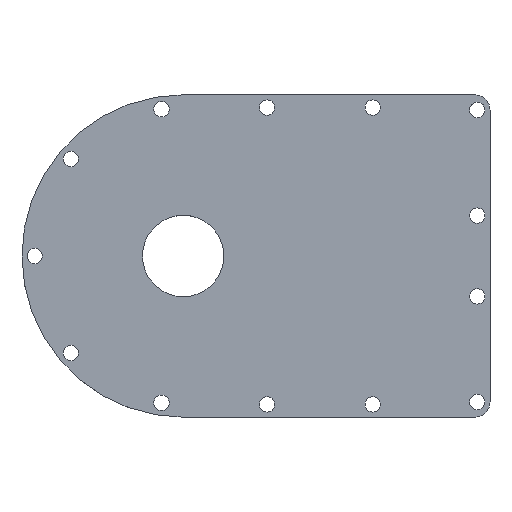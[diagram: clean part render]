
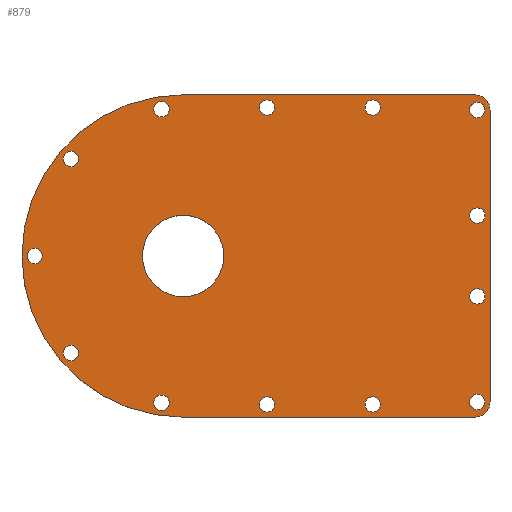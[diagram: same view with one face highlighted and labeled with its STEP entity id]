
A CAD part, top view. The second image highlights one B-rep face of the part: STEP entity #879.
In plain terms, the highlighted planar face has unit normal (0, 0, 1).
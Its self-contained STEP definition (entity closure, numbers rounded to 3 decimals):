
#41=FACE_BOUND('',#214,.T.);
#42=FACE_BOUND('',#215,.T.);
#43=FACE_BOUND('',#216,.T.);
#44=FACE_BOUND('',#217,.T.);
#45=FACE_BOUND('',#218,.T.);
#46=FACE_BOUND('',#219,.T.);
#47=FACE_BOUND('',#220,.T.);
#48=FACE_BOUND('',#221,.T.);
#49=FACE_BOUND('',#222,.T.);
#50=FACE_BOUND('',#223,.T.);
#51=FACE_BOUND('',#224,.T.);
#52=FACE_BOUND('',#225,.T.);
#53=FACE_BOUND('',#226,.T.);
#54=FACE_BOUND('',#227,.T.);
#78=PLANE('',#992);
#150=FACE_OUTER_BOUND('',#213,.T.);
#213=EDGE_LOOP('',(#811,#812,#813,#814,#815,#816));
#214=EDGE_LOOP('',(#817));
#215=EDGE_LOOP('',(#818));
#216=EDGE_LOOP('',(#819));
#217=EDGE_LOOP('',(#820));
#218=EDGE_LOOP('',(#821));
#219=EDGE_LOOP('',(#822));
#220=EDGE_LOOP('',(#823));
#221=EDGE_LOOP('',(#824));
#222=EDGE_LOOP('',(#825));
#223=EDGE_LOOP('',(#826));
#224=EDGE_LOOP('',(#827));
#225=EDGE_LOOP('',(#828));
#226=EDGE_LOOP('',(#829));
#227=EDGE_LOOP('',(#830));
#271=LINE('',#1721,#321);
#274=LINE('',#1729,#324);
#277=LINE('',#1736,#327);
#321=VECTOR('',#1222,10.);
#324=VECTOR('',#1231,10.);
#327=VECTOR('',#1240,10.);
#330=CIRCLE('',#898,7.95);
#370=CIRCLE('',#958,1.5);
#371=CIRCLE('',#960,1.5);
#372=CIRCLE('',#962,1.5);
#373=CIRCLE('',#964,1.5);
#374=CIRCLE('',#966,1.5);
#375=CIRCLE('',#968,1.5);
#376=CIRCLE('',#970,1.5);
#377=CIRCLE('',#972,1.5);
#378=CIRCLE('',#974,1.5);
#379=CIRCLE('',#976,1.5);
#380=CIRCLE('',#978,1.5);
#381=CIRCLE('',#980,1.5);
#382=CIRCLE('',#982,1.5);
#383=CIRCLE('',#984,3.);
#384=CIRCLE('',#987,3.);
#385=CIRCLE('',#990,31.525);
#388=VERTEX_POINT('',#1251);
#446=VERTEX_POINT('',#1662);
#447=VERTEX_POINT('',#1666);
#448=VERTEX_POINT('',#1670);
#449=VERTEX_POINT('',#1674);
#450=VERTEX_POINT('',#1678);
#451=VERTEX_POINT('',#1682);
#452=VERTEX_POINT('',#1686);
#453=VERTEX_POINT('',#1690);
#454=VERTEX_POINT('',#1694);
#455=VERTEX_POINT('',#1698);
#456=VERTEX_POINT('',#1702);
#457=VERTEX_POINT('',#1706);
#458=VERTEX_POINT('',#1710);
#459=VERTEX_POINT('',#1714);
#460=VERTEX_POINT('',#1716);
#461=VERTEX_POINT('',#1720);
#462=VERTEX_POINT('',#1724);
#463=VERTEX_POINT('',#1728);
#464=VERTEX_POINT('',#1732);
#468=EDGE_CURVE('',#388,#388,#330,.T.);
#549=EDGE_CURVE('',#446,#446,#370,.T.);
#551=EDGE_CURVE('',#447,#447,#371,.T.);
#553=EDGE_CURVE('',#448,#448,#372,.T.);
#555=EDGE_CURVE('',#449,#449,#373,.T.);
#557=EDGE_CURVE('',#450,#450,#374,.T.);
#559=EDGE_CURVE('',#451,#451,#375,.T.);
#561=EDGE_CURVE('',#452,#452,#376,.T.);
#563=EDGE_CURVE('',#453,#453,#377,.T.);
#565=EDGE_CURVE('',#454,#454,#378,.T.);
#567=EDGE_CURVE('',#455,#455,#379,.T.);
#569=EDGE_CURVE('',#456,#456,#380,.T.);
#571=EDGE_CURVE('',#457,#457,#381,.T.);
#573=EDGE_CURVE('',#458,#458,#382,.T.);
#576=EDGE_CURVE('',#460,#459,#383,.T.);
#578=EDGE_CURVE('',#461,#460,#271,.T.);
#580=EDGE_CURVE('',#462,#461,#384,.T.);
#582=EDGE_CURVE('',#463,#462,#274,.T.);
#584=EDGE_CURVE('',#464,#463,#385,.T.);
#586=EDGE_CURVE('',#459,#464,#277,.T.);
#811=ORIENTED_EDGE('',*,*,#586,.T.);
#812=ORIENTED_EDGE('',*,*,#584,.T.);
#813=ORIENTED_EDGE('',*,*,#582,.T.);
#814=ORIENTED_EDGE('',*,*,#580,.T.);
#815=ORIENTED_EDGE('',*,*,#578,.T.);
#816=ORIENTED_EDGE('',*,*,#576,.T.);
#817=ORIENTED_EDGE('',*,*,#468,.T.);
#818=ORIENTED_EDGE('',*,*,#549,.T.);
#819=ORIENTED_EDGE('',*,*,#551,.T.);
#820=ORIENTED_EDGE('',*,*,#553,.T.);
#821=ORIENTED_EDGE('',*,*,#555,.T.);
#822=ORIENTED_EDGE('',*,*,#557,.T.);
#823=ORIENTED_EDGE('',*,*,#559,.T.);
#824=ORIENTED_EDGE('',*,*,#561,.T.);
#825=ORIENTED_EDGE('',*,*,#563,.T.);
#826=ORIENTED_EDGE('',*,*,#565,.T.);
#827=ORIENTED_EDGE('',*,*,#567,.T.);
#828=ORIENTED_EDGE('',*,*,#569,.T.);
#829=ORIENTED_EDGE('',*,*,#571,.T.);
#830=ORIENTED_EDGE('',*,*,#573,.T.);
#879=ADVANCED_FACE('',(#150,#41,#42,#43,#44,#45,#46,#47,#48,#49,#50,#51,
#52,#53,#54),#78,.T.);
#898=AXIS2_PLACEMENT_3D('',#1252,#1004,#1005);
#958=AXIS2_PLACEMENT_3D('',#1663,#1151,#1152);
#960=AXIS2_PLACEMENT_3D('',#1667,#1156,#1157);
#962=AXIS2_PLACEMENT_3D('',#1671,#1161,#1162);
#964=AXIS2_PLACEMENT_3D('',#1675,#1166,#1167);
#966=AXIS2_PLACEMENT_3D('',#1679,#1171,#1172);
#968=AXIS2_PLACEMENT_3D('',#1683,#1176,#1177);
#970=AXIS2_PLACEMENT_3D('',#1687,#1181,#1182);
#972=AXIS2_PLACEMENT_3D('',#1691,#1186,#1187);
#974=AXIS2_PLACEMENT_3D('',#1695,#1191,#1192);
#976=AXIS2_PLACEMENT_3D('',#1699,#1196,#1197);
#978=AXIS2_PLACEMENT_3D('',#1703,#1201,#1202);
#980=AXIS2_PLACEMENT_3D('',#1707,#1206,#1207);
#982=AXIS2_PLACEMENT_3D('',#1711,#1211,#1212);
#984=AXIS2_PLACEMENT_3D('',#1717,#1217,#1218);
#987=AXIS2_PLACEMENT_3D('',#1725,#1226,#1227);
#990=AXIS2_PLACEMENT_3D('',#1733,#1235,#1236);
#992=AXIS2_PLACEMENT_3D('',#1737,#1241,#1242);
#1004=DIRECTION('center_axis',(0.,0.,-1.));
#1005=DIRECTION('ref_axis',(-1.,0.,0.));
#1151=DIRECTION('center_axis',(0.,0.,-1.));
#1152=DIRECTION('ref_axis',(-1.,0.,0.));
#1156=DIRECTION('center_axis',(0.,0.,-1.));
#1157=DIRECTION('ref_axis',(-1.,0.,0.));
#1161=DIRECTION('center_axis',(0.,0.,-1.));
#1162=DIRECTION('ref_axis',(-1.,0.,0.));
#1166=DIRECTION('center_axis',(0.,0.,-1.));
#1167=DIRECTION('ref_axis',(-1.,0.,0.));
#1171=DIRECTION('center_axis',(0.,0.,-1.));
#1172=DIRECTION('ref_axis',(-1.,0.,0.));
#1176=DIRECTION('center_axis',(0.,0.,-1.));
#1177=DIRECTION('ref_axis',(-1.,0.,0.));
#1181=DIRECTION('center_axis',(0.,0.,-1.));
#1182=DIRECTION('ref_axis',(-1.,0.,0.));
#1186=DIRECTION('center_axis',(0.,0.,-1.));
#1187=DIRECTION('ref_axis',(-1.,0.,0.));
#1191=DIRECTION('center_axis',(0.,0.,-1.));
#1192=DIRECTION('ref_axis',(-1.,0.,0.));
#1196=DIRECTION('center_axis',(0.,0.,-1.));
#1197=DIRECTION('ref_axis',(-1.,0.,0.));
#1201=DIRECTION('center_axis',(0.,0.,-1.));
#1202=DIRECTION('ref_axis',(-1.,0.,0.));
#1206=DIRECTION('center_axis',(0.,0.,-1.));
#1207=DIRECTION('ref_axis',(-1.,0.,0.));
#1211=DIRECTION('center_axis',(0.,0.,-1.));
#1212=DIRECTION('ref_axis',(-1.,0.,0.));
#1217=DIRECTION('center_axis',(0.,0.,1.));
#1218=DIRECTION('ref_axis',(1.,0.,0.));
#1222=DIRECTION('',(0.,1.,0.));
#1226=DIRECTION('center_axis',(0.,0.,1.));
#1227=DIRECTION('ref_axis',(0.,-1.,0.));
#1231=DIRECTION('',(1.,0.,0.));
#1235=DIRECTION('center_axis',(0.,0.,1.));
#1236=DIRECTION('ref_axis',(0.,1.,0.));
#1240=DIRECTION('',(-1.,0.,0.));
#1241=DIRECTION('center_axis',(0.,0.,1.));
#1242=DIRECTION('ref_axis',(-1.,0.,0.));
#1251=CARTESIAN_POINT('',(7.95,0.,38.25));
#1252=CARTESIAN_POINT('Origin',(0.,0.,38.25));
#1662=CARTESIAN_POINT('',(38.575,29.025,38.25));
#1663=CARTESIAN_POINT('Origin',(37.075,29.025,38.25));
#1666=CARTESIAN_POINT('',(-27.525,0.,38.25));
#1667=CARTESIAN_POINT('Origin',(-29.025,0.,
38.25));
#1670=CARTESIAN_POINT('',(38.575,-29.025,38.25));
#1671=CARTESIAN_POINT('Origin',(37.075,-29.025,38.25));
#1674=CARTESIAN_POINT('',(58.998,-28.569,38.25));
#1675=CARTESIAN_POINT('Origin',(57.498,-28.569,38.25));
#1678=CARTESIAN_POINT('',(-20.473,-18.964,38.25));
#1679=CARTESIAN_POINT('Origin',(-21.973,-18.964,38.25));
#1682=CARTESIAN_POINT('',(17.908,29.025,38.25));
#1683=CARTESIAN_POINT('Origin',(16.408,29.025,38.25));
#1686=CARTESIAN_POINT('',(58.998,28.569,38.25));
#1687=CARTESIAN_POINT('Origin',(57.498,28.569,38.25));
#1690=CARTESIAN_POINT('',(-20.473,18.964,38.25));
#1691=CARTESIAN_POINT('Origin',(-21.973,18.964,38.25));
#1694=CARTESIAN_POINT('',(17.908,-29.025,38.25));
#1695=CARTESIAN_POINT('Origin',(16.408,-29.025,38.25));
#1698=CARTESIAN_POINT('',(59.,-7.902,38.25));
#1699=CARTESIAN_POINT('Origin',(57.5,-7.902,38.25));
#1702=CARTESIAN_POINT('',(-2.743,-28.713,38.25));
#1703=CARTESIAN_POINT('Origin',(-4.243,-28.713,38.25));
#1706=CARTESIAN_POINT('',(-2.743,28.713,38.25));
#1707=CARTESIAN_POINT('Origin',(-4.243,28.713,38.25));
#1710=CARTESIAN_POINT('',(59.,7.902,38.25));
#1711=CARTESIAN_POINT('Origin',(57.5,7.902,38.25));
#1714=CARTESIAN_POINT('',(57.,31.525,38.25));
#1716=CARTESIAN_POINT('',(60.,28.525,38.25));
#1717=CARTESIAN_POINT('Origin',(57.,28.525,38.25));
#1720=CARTESIAN_POINT('',(60.,-28.525,38.25));
#1721=CARTESIAN_POINT('',(60.,-28.525,38.25));
#1724=CARTESIAN_POINT('',(57.,-31.525,38.25));
#1725=CARTESIAN_POINT('Origin',(57.,-28.525,38.25));
#1728=CARTESIAN_POINT('',(0.,-31.525,38.25));
#1729=CARTESIAN_POINT('',(0.,-31.525,38.25));
#1732=CARTESIAN_POINT('',(0.,31.525,38.25));
#1733=CARTESIAN_POINT('Origin',(0.,0.,38.25));
#1736=CARTESIAN_POINT('',(57.,31.525,38.25));
#1737=CARTESIAN_POINT('Origin',(14.238,0.,38.25));
